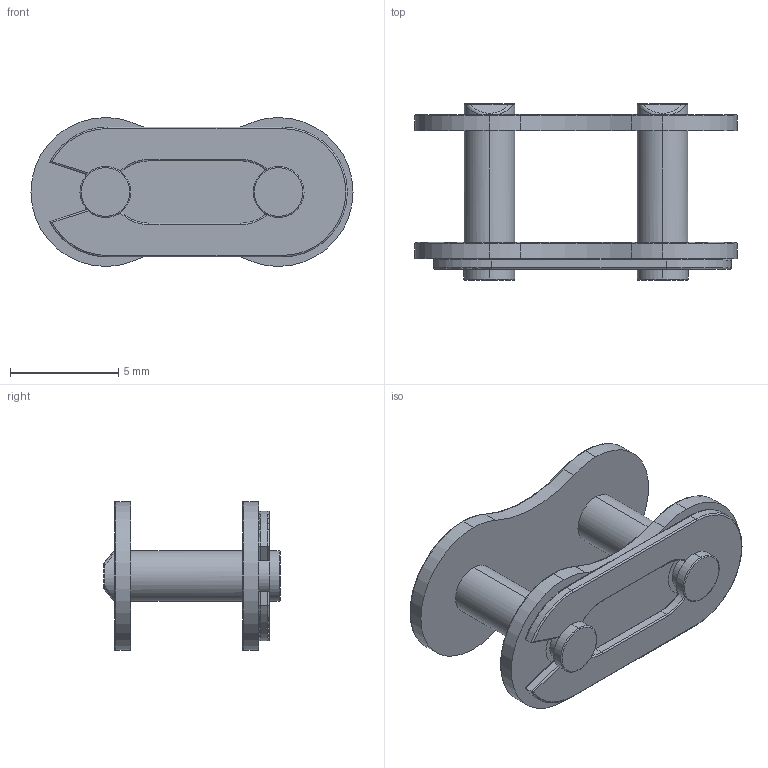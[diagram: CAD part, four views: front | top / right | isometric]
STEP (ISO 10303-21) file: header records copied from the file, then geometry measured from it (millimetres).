
FILE_DESCRIPTION (( 'STEP AP203' ), '1' );
FILE_NAME ('3308-0008-0001.STEP', '2018-06-06T14:57:17', ( '' ), ( '' ), 'SwSTEP 2.0', 'SolidWorks 2016', '' );
FILE_SCHEMA (( 'CONFIG_CONTROL_DESIGN' ));
Length unit declared in the file: millimetre
Products named in the file (4): 3308-0008 Master Link Part 3; 3308-0008-0001; 3308-0008 Master Link Part 2; 3308-0008 Master Link Part 1
Assembly tree (3 placements, depth 2):
  3308-0008-0001
    3308-0008 Master Link Part 1
    3308-0008 Master Link Part 2
    3308-0008 Master Link Part 3
Bounding box: 14.88 x 8.15 x 6.88 mm (x, y, z)
Volume: 204.8 mm3; surface area: 642.2 mm2
Topology: 5 solids, 5 shells, 175 faces, 397 edges, 228 vertices
Faces by surface type: cylinder 69, torus 56, plane 26, bspline 24
Entity records: 5769 total; most frequent: CARTESIAN_POINT 1542, DIRECTION 867, ORIENTED_EDGE 778, EDGE_CURVE 389, AXIS2_PLACEMENT_3D 385, VERTEX_POINT 228, CIRCLE 228, EDGE_LOOP 187
